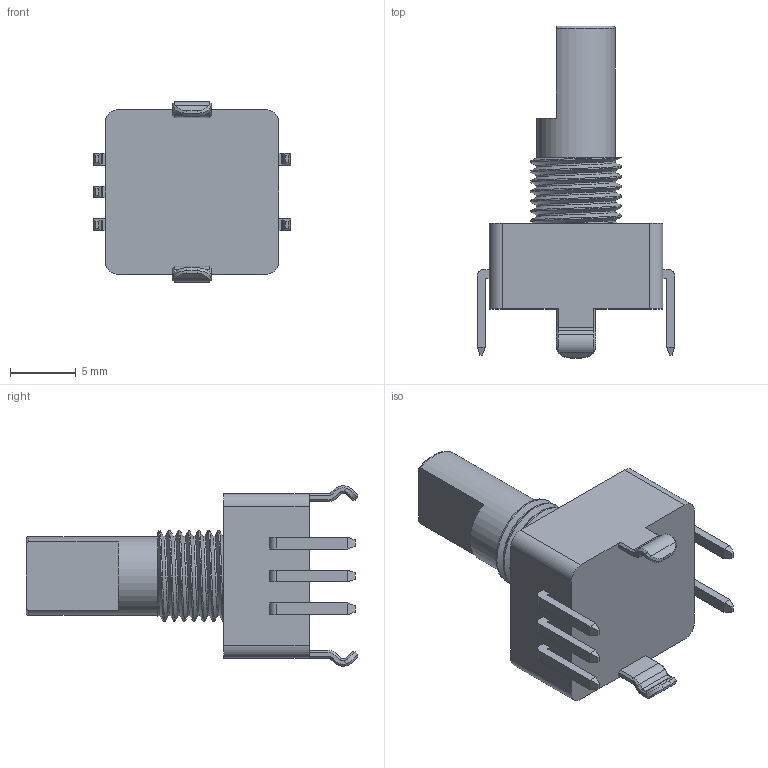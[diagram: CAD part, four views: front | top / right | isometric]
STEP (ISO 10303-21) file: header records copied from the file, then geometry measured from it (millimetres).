
FILE_DESCRIPTION(/* description */ (''),/* implementation_level */ '2;1');
FILE_NAME(/* name */ 'Rotary Encoder.step',/* time_stamp */ '2023-04-09T17:36:26-06:00',/* author */ (''),/* organization */ (''),/* preprocessor_version */ 'ST-DEVELOPER v19.2',/* originating_system */ 'Autodesk Translation Framework v12.4.0.73',/* authorisation */ '');
FILE_SCHEMA (('AUTOMOTIVE_DESIGN { 1 0 10303 214 3 1 1 }'));
Length unit declared in the file: millimetre
Products named in the file (1): Rotary Encoder (1)
Bounding box: 15 x 25.21 x 13.7 mm (x, y, z)
Volume: 1505.6 mm3; surface area: 1146.8 mm2
Topology: 1 solids, 1 shells, 195 faces, 490 edges, 304 vertices
Faces by surface type: plane 101, cylinder 43, bspline 26, cone 24, torus 1
Full cylindrical faces by diameter (mm): 6 x1, 6.048 x2, 6.908 x3
Entity records: 7174 total; most frequent: CARTESIAN_POINT 2673, ORIENTED_EDGE 980, DIRECTION 831, EDGE_CURVE 490, LINE 319, VECTOR 319, VERTEX_POINT 304, AXIS2_PLACEMENT_3D 256
